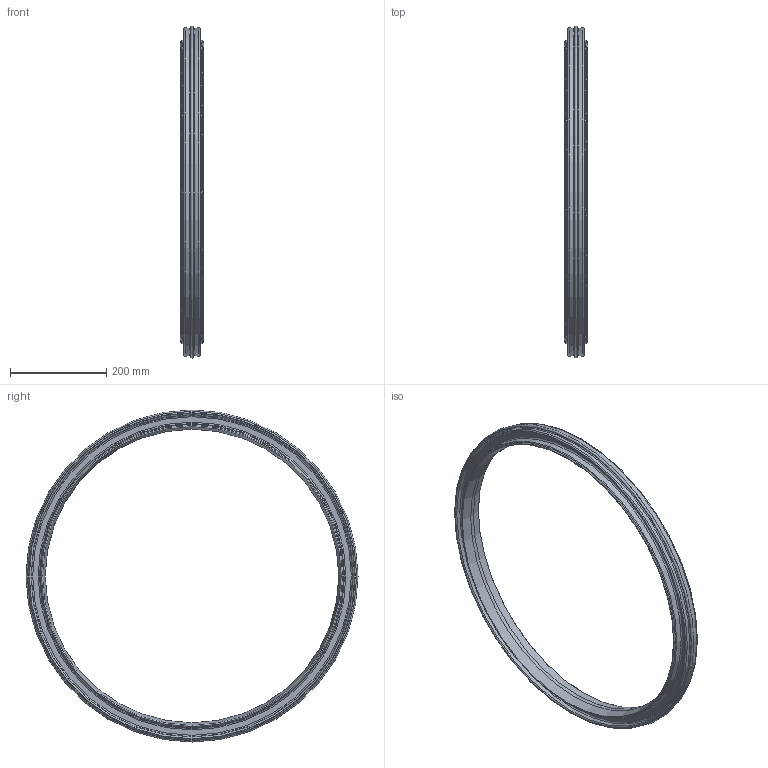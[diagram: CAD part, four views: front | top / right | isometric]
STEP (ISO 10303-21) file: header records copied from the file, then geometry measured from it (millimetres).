
FILE_DESCRIPTION(/* description */ (''),/* implementation_level */ '2;1');
FILE_NAME(/* name */ '661360z.stp',/* time_stamp */ '2024-11-19T10:08:04+01:00',/* author */ ('corinna'),/* organization */ (''),/* preprocessor_version */ 'ST-DEVELOPER v20',/* originating_system */ 'Autodesk Inventor 2024',/* authorisation */ '');
FILE_SCHEMA (('AUTOMOTIVE_DESIGN { 1 0 10303 214 3 1 1 }'));
Length unit declared in the file: millimetre
Products named in the file (1): 661360z
Bounding box: 48.95 x 689.98 x 689.98 mm (x, y, z)
Volume: 1654527.7 mm3; surface area: 399141.9 mm2
Topology: 1 solids, 1 shells, 32 faces, 86 edges, 56 vertices
Faces by surface type: torus 18, cone 12, plane 2
Entity records: 1140 total; most frequent: DIRECTION 226, CARTESIAN_POINT 175, ORIENTED_EDGE 172, AXIS2_PLACEMENT_3D 107, EDGE_CURVE 86, CIRCLE 74, VERTEX_POINT 56, EDGE_LOOP 34
